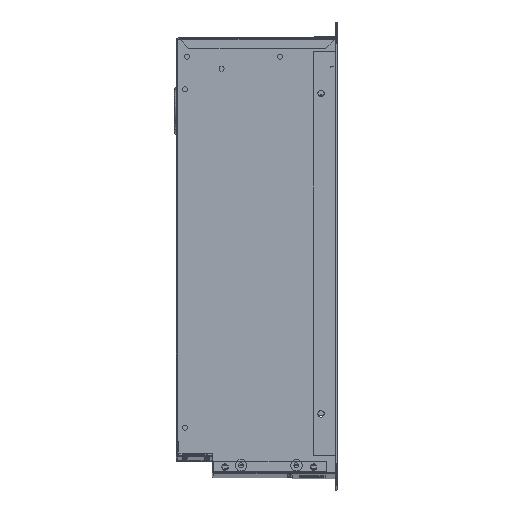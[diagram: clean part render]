
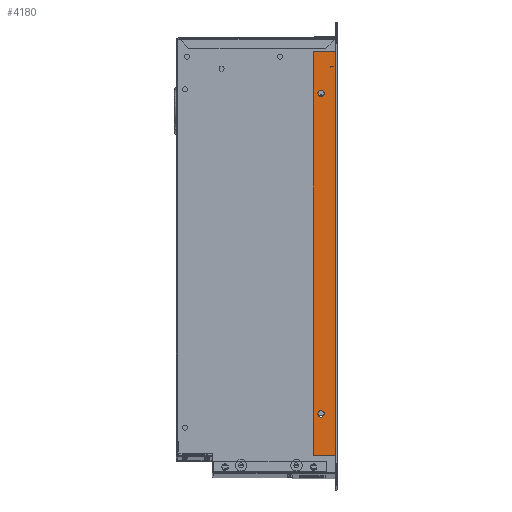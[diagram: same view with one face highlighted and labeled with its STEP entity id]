
A CAD part, top view. The second image highlights one B-rep face of the part: STEP entity #4180.
In plain terms, the highlighted planar face has unit normal (0, 0, 1).
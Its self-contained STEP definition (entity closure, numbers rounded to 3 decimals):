
#100 = VERTEX_POINT ( 'NONE', #18361 ) ;
#139 = CARTESIAN_POINT ( 'NONE',  ( 31.95, -14.91, 1270.9 ) ) ;
#530 = AXIS2_PLACEMENT_3D ( 'NONE', #12491, #17417, #22473 ) ;
#609 = VECTOR ( 'NONE', #24803, 1000. ) ;
#623 = ORIENTED_EDGE ( 'NONE', *, *, #26795, .F. ) ;
#1121 = EDGE_CURVE ( 'NONE', #12338, #100, #5881, .T. ) ;
#1144 = LINE ( 'NONE', #10813, #609 ) ;
#1194 = DIRECTION ( 'NONE',  ( 1., 0., 0. ) ) ;
#2200 = ORIENTED_EDGE ( 'NONE', *, *, #5607, .F. ) ;
#2233 = ORIENTED_EDGE ( 'NONE', *, *, #12706, .F. ) ;
#2365 = CIRCLE ( 'NONE', #7254, 2.25 ) ;
#2442 = FACE_BOUND ( 'NONE', #29457, .T. ) ;
#4096 = ORIENTED_EDGE ( 'NONE', *, *, #8643, .F. ) ;
#4180 = ADVANCED_FACE ( 'NONE', ( #2442, #26097, #16136 ), #30396, .F. ) ;
#4201 = DIRECTION ( 'NONE',  ( 0., 1., 0. ) ) ;
#4435 = DIRECTION ( 'NONE',  ( 1., 0., 0. ) ) ;
#4463 = DIRECTION ( 'NONE',  ( 0., 0., -1. ) ) ;
#4588 = CARTESIAN_POINT ( 'NONE',  ( 131.4, 38.43, 1270.9 ) ) ;
#4852 = LINE ( 'NONE', #26177, #25849 ) ;
#5208 = VECTOR ( 'NONE', #15279, 1000. ) ;
#5291 = LINE ( 'NONE', #23596, #20149 ) ;
#5353 = VERTEX_POINT ( 'NONE', #24826 ) ;
#5607 = EDGE_CURVE ( 'NONE', #29049, #22045, #30155, .T. ) ;
#5881 = LINE ( 'NONE', #28645, #5208 ) ;
#6414 = DIRECTION ( 'NONE',  ( 0., 0., 1. ) ) ;
#7059 = DIRECTION ( 'NONE',  ( 0., -1., 0. ) ) ;
#7254 = AXIS2_PLACEMENT_3D ( 'NONE', #23167, #6414, #4435 ) ;
#7602 = ORIENTED_EDGE ( 'NONE', *, *, #27401, .F. ) ;
#7942 = ORIENTED_EDGE ( 'NONE', *, *, #29902, .T. ) ;
#8643 = EDGE_CURVE ( 'NONE', #12382, #5353, #26917, .T. ) ;
#9268 = EDGE_CURVE ( 'NONE', #22045, #24833, #11285, .T. ) ;
#9578 = VERTEX_POINT ( 'NONE', #29584 ) ;
#9804 = CARTESIAN_POINT ( 'NONE',  ( 131.4, 328.25, 1270.9 ) ) ;
#9814 = EDGE_CURVE ( 'NONE', #26191, #27775, #9940, .T. ) ;
#9940 = LINE ( 'NONE', #19311, #13448 ) ;
#10058 = CARTESIAN_POINT ( 'NONE',  ( 122.05, 0.19, 1270.9 ) ) ;
#10813 = CARTESIAN_POINT ( 'NONE',  ( 122.05, 377.19, 1270.9 ) ) ;
#11092 = CARTESIAN_POINT ( 'NONE',  ( 131.4, 328.25, 1270.9 ) ) ;
#11101 = CARTESIAN_POINT ( 'NONE',  ( 126.9, 36.93, 1270.9 ) ) ;
#11285 = CIRCLE ( 'NONE', #530, 2.25 ) ;
#11703 = AXIS2_PLACEMENT_3D ( 'NONE', #27285, #17493, #1194 ) ;
#12046 = DIRECTION ( 'NONE',  ( 0., 1., 0. ) ) ;
#12097 = DIRECTION ( 'NONE',  ( -1., 0., 0. ) ) ;
#12338 = VERTEX_POINT ( 'NONE', #24564 ) ;
#12382 = VERTEX_POINT ( 'NONE', #11101 ) ;
#12491 = CARTESIAN_POINT ( 'NONE',  ( 129.15, 328.25, 1270.9 ) ) ;
#12706 = EDGE_CURVE ( 'NONE', #100, #26191, #15858, .T. ) ;
#12763 = LINE ( 'NONE', #29470, #28224 ) ;
#13445 = VECTOR ( 'NONE', #7059, 1000. ) ;
#13448 = VECTOR ( 'NONE', #12097, 1000. ) ;
#13751 = CARTESIAN_POINT ( 'NONE',  ( 131.4, 326.75, 1270.9 ) ) ;
#13978 = DIRECTION ( 'NONE',  ( 0., -1., 0. ) ) ;
#14113 = EDGE_CURVE ( 'NONE', #5353, #15929, #5291, .T. ) ;
#14133 = ORIENTED_EDGE ( 'NONE', *, *, #1121, .F. ) ;
#14230 = DIRECTION ( 'NONE',  ( 0., -1., 0. ) ) ;
#14740 = VERTEX_POINT ( 'NONE', #29290 ) ;
#15279 = DIRECTION ( 'NONE',  ( 1., 0., 0. ) ) ;
#15858 = LINE ( 'NONE', #25813, #13445 ) ;
#15929 = VERTEX_POINT ( 'NONE', #4588 ) ;
#16136 = FACE_OUTER_BOUND ( 'NONE', #25182, .T. ) ;
#16800 = CARTESIAN_POINT ( 'NONE',  ( 129.15, 326.75, 1270.9 ) ) ;
#17111 = DIRECTION ( 'NONE',  ( 1., 0., 0. ) ) ;
#17167 = CIRCLE ( 'NONE', #18127, 2.25 ) ;
#17377 = CARTESIAN_POINT ( 'NONE',  ( 126.9, 328.25, 1270.9 ) ) ;
#17417 = DIRECTION ( 'NONE',  ( 0., 0., 1. ) ) ;
#17493 = DIRECTION ( 'NONE',  ( 0., 0., 1. ) ) ;
#18002 = ORIENTED_EDGE ( 'NONE', *, *, #9268, .F. ) ;
#18021 = VECTOR ( 'NONE', #4201, 1000. ) ;
#18110 = EDGE_LOOP ( 'NONE', ( #27350, #7602, #24070, #4096 ) ) ;
#18127 = AXIS2_PLACEMENT_3D ( 'NONE', #16800, #23407, #17111 ) ;
#18361 = CARTESIAN_POINT ( 'NONE',  ( 142.05, 364.99, 1270.9 ) ) ;
#19311 = CARTESIAN_POINT ( 'NONE',  ( 142.05, 0.19, 1270.9 ) ) ;
#20149 = VECTOR ( 'NONE', #12046, 1000. ) ;
#21995 = ORIENTED_EDGE ( 'NONE', *, *, #29110, .F. ) ;
#22045 = VERTEX_POINT ( 'NONE', #9804 ) ;
#22473 = DIRECTION ( 'NONE',  ( 1., 0., 0. ) ) ;
#23167 = CARTESIAN_POINT ( 'NONE',  ( 129.15, 38.43, 1270.9 ) ) ;
#23407 = DIRECTION ( 'NONE',  ( 0., 0., 1. ) ) ;
#23596 = CARTESIAN_POINT ( 'NONE',  ( 131.4, 38.43, 1270.9 ) ) ;
#24070 = ORIENTED_EDGE ( 'NONE', *, *, #14113, .F. ) ;
#24564 = CARTESIAN_POINT ( 'NONE',  ( 122.05, 364.99, 1270.9 ) ) ;
#24706 = CARTESIAN_POINT ( 'NONE',  ( 142.05, 0.19, 1270.9 ) ) ;
#24803 = DIRECTION ( 'NONE',  ( 0., -1., 0. ) ) ;
#24818 = EDGE_CURVE ( 'NONE', #14740, #12382, #12763, .T. ) ;
#24826 = CARTESIAN_POINT ( 'NONE',  ( 131.4, 36.93, 1270.9 ) ) ;
#24833 = VERTEX_POINT ( 'NONE', #17377 ) ;
#25182 = EDGE_LOOP ( 'NONE', ( #29020, #2233, #14133, #7942 ) ) ;
#25813 = CARTESIAN_POINT ( 'NONE',  ( 142.05, 377.19, 1270.9 ) ) ;
#25849 = VECTOR ( 'NONE', #14230, 1000. ) ;
#26097 = FACE_BOUND ( 'NONE', #18110, .T. ) ;
#26177 = CARTESIAN_POINT ( 'NONE',  ( 126.9, 328.25, 1270.9 ) ) ;
#26191 = VERTEX_POINT ( 'NONE', #24706 ) ;
#26249 = AXIS2_PLACEMENT_3D ( 'NONE', #139, #4463, #13978 ) ;
#26795 = EDGE_CURVE ( 'NONE', #24833, #9578, #4852, .T. ) ;
#26917 = CIRCLE ( 'NONE', #11703, 2.25 ) ;
#27018 = DIRECTION ( 'NONE',  ( 0., -1., 0. ) ) ;
#27285 = CARTESIAN_POINT ( 'NONE',  ( 129.15, 36.93, 1270.9 ) ) ;
#27350 = ORIENTED_EDGE ( 'NONE', *, *, #24818, .F. ) ;
#27401 = EDGE_CURVE ( 'NONE', #15929, #14740, #2365, .T. ) ;
#27775 = VERTEX_POINT ( 'NONE', #10058 ) ;
#28224 = VECTOR ( 'NONE', #27018, 1000. ) ;
#28645 = CARTESIAN_POINT ( 'NONE',  ( 122.05, 364.99, 1270.9 ) ) ;
#29020 = ORIENTED_EDGE ( 'NONE', *, *, #9814, .F. ) ;
#29049 = VERTEX_POINT ( 'NONE', #13751 ) ;
#29110 = EDGE_CURVE ( 'NONE', #9578, #29049, #17167, .T. ) ;
#29290 = CARTESIAN_POINT ( 'NONE',  ( 126.9, 38.43, 1270.9 ) ) ;
#29457 = EDGE_LOOP ( 'NONE', ( #623, #18002, #2200, #21995 ) ) ;
#29470 = CARTESIAN_POINT ( 'NONE',  ( 126.9, 38.43, 1270.9 ) ) ;
#29584 = CARTESIAN_POINT ( 'NONE',  ( 126.9, 326.75, 1270.9 ) ) ;
#29902 = EDGE_CURVE ( 'NONE', #12338, #27775, #1144, .T. ) ;
#30155 = LINE ( 'NONE', #11092, #18021 ) ;
#30396 = PLANE ( 'NONE',  #26249 ) ;
